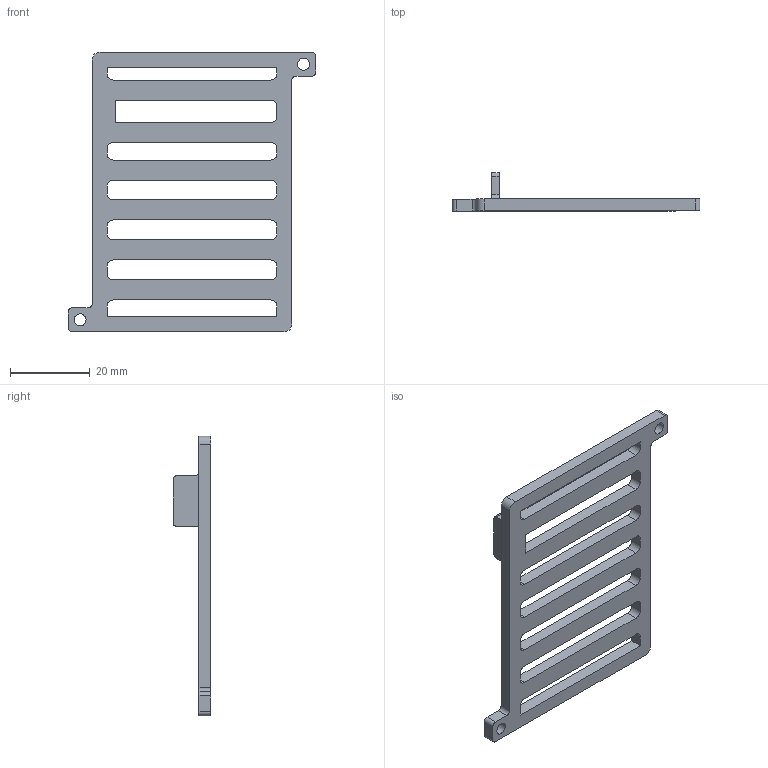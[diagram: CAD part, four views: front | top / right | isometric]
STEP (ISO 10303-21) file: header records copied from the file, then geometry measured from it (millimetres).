
FILE_DESCRIPTION(/* description */ (''),/* implementation_level */ '2;1');
FILE_NAME(/* name */ 'lipo_box v1.step',/* time_stamp */ '2024-06-07T00:39:40+02:00',/* author */ (''),/* organization */ (''),/* preprocessor_version */ 'ST-DEVELOPER v20',/* originating_system */ 'Autodesk Translation Framework v12.20.1.177',/* authorisation */ '');
FILE_SCHEMA (('AUTOMOTIVE_DESIGN { 1 0 10303 214 3 1 1 }'));
Length unit declared in the file: millimetre
Products named in the file (3): lipo_box; lipo_protection_box v5; lipo_bottom
Assembly tree (2 placements, depth 3):
  lipo_box
    lipo_protection_box v5
      lipo_bottom
Bounding box: 62 x 9.5 x 70 mm (x, y, z)
Volume: 6736.4 mm3; surface area: 7339.5 mm2
Topology: 1 solids, 1 shells, 77 faces, 227 edges, 151 vertices
Faces by surface type: plane 42, cylinder 35
Full cylindrical faces by diameter (mm): 3 x1, 3.05 x1
Entity records: 2692 total; most frequent: DIRECTION 461, CARTESIAN_POINT 460, ORIENTED_EDGE 454, EDGE_CURVE 227, LINE 157, VECTOR 157, AXIS2_PLACEMENT_3D 152, VERTEX_POINT 151
